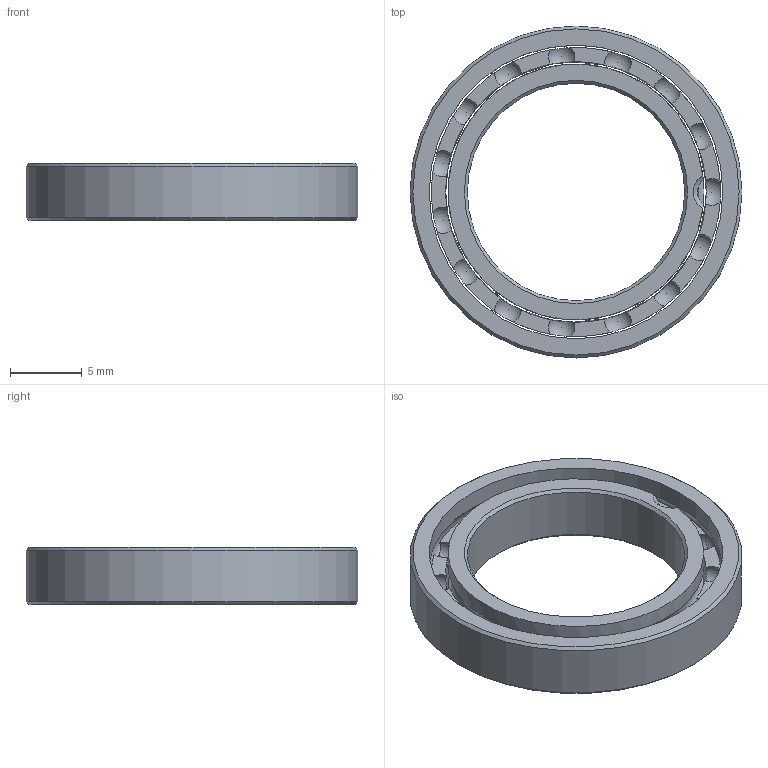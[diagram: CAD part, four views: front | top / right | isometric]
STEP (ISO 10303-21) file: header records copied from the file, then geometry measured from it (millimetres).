
FILE_DESCRIPTION(/* description */ (''),/* implementation_level */ '2;1');
FILE_NAME(/* name */ 'id15 bearing v5.step',/* time_stamp */ '2024-06-18T21:42:16+10:00',/* author */ (''),/* organization */ (''),/* preprocessor_version */ 'ST-DEVELOPER v20',/* originating_system */ 'Autodesk Translation Framework v12.20.1.177',/* authorisation */ '');
FILE_SCHEMA (('AUTOMOTIVE_DESIGN { 1 0 10303 214 3 1 1 }'));
Length unit declared in the file: millimetre
Products named in the file (1): id15 bearing
Bounding box: 23.2 x 23.2 x 4 mm (x, y, z)
Volume: 700.9 mm3; surface area: 1682.4 mm2
Topology: 3 solids, 3 shells, 52 faces, 179 edges, 117 vertices
Faces by surface type: plane 21, sphere 15, cylinder 9, cone 5, torus 2
Full cylindrical faces by diameter (mm): 15.2 x1, 17.88 x1, 18.2 x1, 20.2 x1, 20.52 x2, 23.2 x1
Entity records: 2730 total; most frequent: CARTESIAN_POINT 1205, ORIENTED_EDGE 328, DIRECTION 323, EDGE_CURVE 164, AXIS2_PLACEMENT_3D 155, VERTEX_POINT 117, CIRCLE 102, EDGE_LOOP 57
